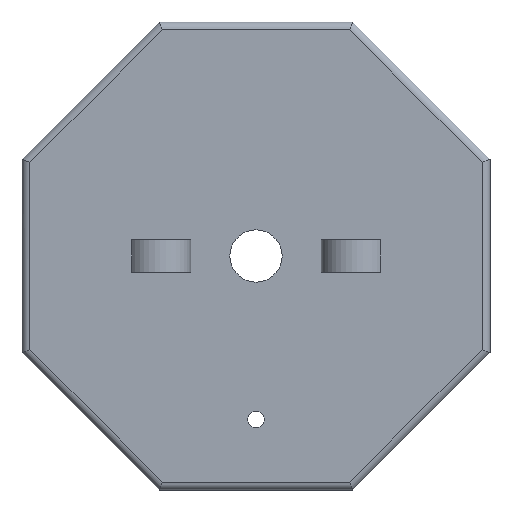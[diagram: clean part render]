
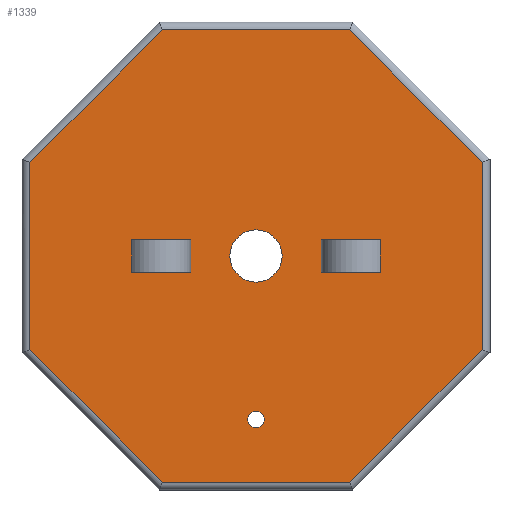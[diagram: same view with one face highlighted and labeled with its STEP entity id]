
A CAD part, front view. The second image highlights one B-rep face of the part: STEP entity #1339.
In plain terms, the highlighted planar face has unit normal (0, -1, 0).
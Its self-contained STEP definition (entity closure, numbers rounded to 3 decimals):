
#36=FACE_BOUND('',#217,.T.);
#37=FACE_BOUND('',#218,.T.);
#38=FACE_BOUND('',#219,.T.);
#39=FACE_BOUND('',#220,.T.);
#71=PLANE('',#1454);
#135=FACE_OUTER_BOUND('',#216,.T.);
#216=EDGE_LOOP('',(#1076,#1077,#1078,#1079,#1080,#1081,#1082,#1083));
#217=EDGE_LOOP('',(#1084));
#218=EDGE_LOOP('',(#1085));
#219=EDGE_LOOP('',(#1086,#1087,#1088,#1089));
#220=EDGE_LOOP('',(#1090,#1091,#1092,#1093));
#325=LINE('',#2010,#485);
#329=LINE('',#2019,#489);
#332=LINE('',#2026,#492);
#334=LINE('',#2034,#494);
#335=LINE('',#2040,#495);
#337=LINE('',#2048,#497);
#340=LINE('',#2056,#500);
#342=LINE('',#2062,#502);
#344=LINE('',#2068,#504);
#345=LINE('',#2072,#505);
#348=LINE('',#2080,#508);
#350=LINE('',#2084,#510);
#360=LINE('',#2105,#520);
#361=LINE('',#2106,#521);
#362=LINE('',#2108,#522);
#363=LINE('',#2109,#523);
#485=VECTOR('',#1618,10.);
#489=VECTOR('',#1624,10.);
#492=VECTOR('',#1631,10.);
#494=VECTOR('',#1639,10.);
#495=VECTOR('',#1644,10.);
#497=VECTOR('',#1652,10.);
#500=VECTOR('',#1659,10.);
#502=VECTOR('',#1665,10.);
#504=VECTOR('',#1671,10.);
#505=VECTOR('',#1676,10.);
#508=VECTOR('',#1683,10.);
#510=VECTOR('',#1689,10.);
#520=VECTOR('',#1709,10.);
#521=VECTOR('',#1710,10.);
#522=VECTOR('',#1711,10.);
#523=VECTOR('',#1712,10.);
#586=CIRCLE('',#1404,4.);
#588=CIRCLE('',#1425,1.25);
#598=VERTEX_POINT('',#1880);
#640=VERTEX_POINT('',#2000);
#643=VERTEX_POINT('',#2007);
#644=VERTEX_POINT('',#2009);
#647=VERTEX_POINT('',#2016);
#648=VERTEX_POINT('',#2018);
#650=VERTEX_POINT('',#2024);
#653=VERTEX_POINT('',#2032);
#655=VERTEX_POINT('',#2038);
#656=VERTEX_POINT('',#2039);
#659=VERTEX_POINT('',#2047);
#662=VERTEX_POINT('',#2055);
#664=VERTEX_POINT('',#2061);
#666=VERTEX_POINT('',#2067);
#667=VERTEX_POINT('',#2071);
#670=VERTEX_POINT('',#2079);
#676=VERTEX_POINT('',#2104);
#677=VERTEX_POINT('',#2107);
#719=EDGE_CURVE('',#598,#598,#586,.T.);
#777=EDGE_CURVE('',#640,#640,#588,.T.);
#781=EDGE_CURVE('',#644,#643,#325,.T.);
#785=EDGE_CURVE('',#648,#647,#329,.T.);
#789=EDGE_CURVE('',#643,#650,#332,.T.);
#793=EDGE_CURVE('',#647,#653,#334,.T.);
#795=EDGE_CURVE('',#655,#656,#335,.T.);
#799=EDGE_CURVE('',#656,#659,#337,.T.);
#803=EDGE_CURVE('',#659,#662,#340,.T.);
#806=EDGE_CURVE('',#662,#664,#342,.T.);
#809=EDGE_CURVE('',#664,#666,#344,.T.);
#811=EDGE_CURVE('',#667,#655,#345,.T.);
#815=EDGE_CURVE('',#666,#670,#348,.T.);
#818=EDGE_CURVE('',#670,#667,#350,.T.);
#828=EDGE_CURVE('',#650,#676,#360,.T.);
#829=EDGE_CURVE('',#676,#644,#361,.T.);
#830=EDGE_CURVE('',#653,#677,#362,.T.);
#831=EDGE_CURVE('',#677,#648,#363,.T.);
#1076=ORIENTED_EDGE('',*,*,#795,.F.);
#1077=ORIENTED_EDGE('',*,*,#811,.F.);
#1078=ORIENTED_EDGE('',*,*,#818,.F.);
#1079=ORIENTED_EDGE('',*,*,#815,.F.);
#1080=ORIENTED_EDGE('',*,*,#809,.F.);
#1081=ORIENTED_EDGE('',*,*,#806,.F.);
#1082=ORIENTED_EDGE('',*,*,#803,.F.);
#1083=ORIENTED_EDGE('',*,*,#799,.F.);
#1084=ORIENTED_EDGE('',*,*,#719,.T.);
#1085=ORIENTED_EDGE('',*,*,#777,.T.);
#1086=ORIENTED_EDGE('',*,*,#828,.T.);
#1087=ORIENTED_EDGE('',*,*,#829,.T.);
#1088=ORIENTED_EDGE('',*,*,#781,.T.);
#1089=ORIENTED_EDGE('',*,*,#789,.T.);
#1090=ORIENTED_EDGE('',*,*,#793,.T.);
#1091=ORIENTED_EDGE('',*,*,#830,.T.);
#1092=ORIENTED_EDGE('',*,*,#831,.T.);
#1093=ORIENTED_EDGE('',*,*,#785,.T.);
#1339=ADVANCED_FACE('',(#135,#36,#37,#38,#39),#71,.F.);
#1404=AXIS2_PLACEMENT_3D('',#1882,#1513,#1514);
#1425=AXIS2_PLACEMENT_3D('',#2001,#1611,#1612);
#1454=AXIS2_PLACEMENT_3D('',#2103,#1707,#1708);
#1513=DIRECTION('center_axis',(0.,1.,0.));
#1514=DIRECTION('ref_axis',(1.,0.,0.));
#1611=DIRECTION('center_axis',(0.,1.,0.));
#1612=DIRECTION('ref_axis',(1.,0.,0.));
#1618=DIRECTION('',(0.,0.,-1.));
#1624=DIRECTION('',(0.,0.,1.));
#1631=DIRECTION('',(-1.,0.,0.));
#1639=DIRECTION('',(1.,0.,0.));
#1644=DIRECTION('',(0.707,0.,0.707));
#1652=DIRECTION('',(1.,0.,0.));
#1659=DIRECTION('',(0.707,0.,-0.707));
#1665=DIRECTION('',(0.,0.,-1.));
#1671=DIRECTION('',(-0.707,0.,-0.707));
#1676=DIRECTION('',(0.,0.,1.));
#1683=DIRECTION('',(-1.,0.,0.));
#1689=DIRECTION('',(-0.707,0.,0.707));
#1707=DIRECTION('center_axis',(0.,1.,0.));
#1708=DIRECTION('ref_axis',(0.,0.,1.));
#1709=DIRECTION('',(0.,0.,1.));
#1710=DIRECTION('',(1.,0.,0.));
#1711=DIRECTION('',(0.,0.,-1.));
#1712=DIRECTION('',(-1.,0.,0.));
#1880=CARTESIAN_POINT('',(-4.,0.,0.));
#1882=CARTESIAN_POINT('Origin',(0.,0.,0.));
#2000=CARTESIAN_POINT('',(-1.25,0.,-25.));
#2001=CARTESIAN_POINT('Origin',(0.,0.,-25.));
#2007=CARTESIAN_POINT('',(19.,0.,-2.5));
#2009=CARTESIAN_POINT('',(19.,0.,2.5));
#2010=CARTESIAN_POINT('',(19.,0.,2.5));
#2016=CARTESIAN_POINT('',(-19.,0.,2.5));
#2018=CARTESIAN_POINT('',(-19.,0.,-2.5));
#2019=CARTESIAN_POINT('',(-19.,0.,-2.5));
#2024=CARTESIAN_POINT('',(10.,0.,-2.5));
#2026=CARTESIAN_POINT('',(5.,0.,-2.5));
#2032=CARTESIAN_POINT('',(-10.,0.,2.5));
#2034=CARTESIAN_POINT('',(-5.,0.,2.5));
#2038=CARTESIAN_POINT('',(-34.592,0.,14.328));
#2039=CARTESIAN_POINT('',(-14.328,0.,34.592));
#2040=CARTESIAN_POINT('',(-29.702,0.,19.219));
#2047=CARTESIAN_POINT('',(14.328,0.,34.592));
#2048=CARTESIAN_POINT('',(-7.413,0.,34.592));
#2055=CARTESIAN_POINT('',(34.592,0.,14.328));
#2056=CARTESIAN_POINT('',(19.219,0.,29.702));
#2061=CARTESIAN_POINT('',(34.592,0.,-14.328));
#2062=CARTESIAN_POINT('',(34.592,0.,7.413));
#2067=CARTESIAN_POINT('',(14.328,0.,-34.592));
#2068=CARTESIAN_POINT('',(29.702,0.,-19.219));
#2071=CARTESIAN_POINT('',(-34.592,0.,-14.328));
#2072=CARTESIAN_POINT('',(-34.592,0.,-7.413));
#2079=CARTESIAN_POINT('',(-14.328,0.,-34.592));
#2080=CARTESIAN_POINT('',(7.413,0.,-34.592));
#2084=CARTESIAN_POINT('',(-19.219,0.,-29.702));
#2103=CARTESIAN_POINT('Origin',(0.,0.,0.));
#2104=CARTESIAN_POINT('',(10.,0.,2.5));
#2105=CARTESIAN_POINT('',(10.,0.,1.25));
#2106=CARTESIAN_POINT('',(10.,0.,2.5));
#2107=CARTESIAN_POINT('',(-10.,0.,-2.5));
#2108=CARTESIAN_POINT('',(-10.,0.,-1.25));
#2109=CARTESIAN_POINT('',(-10.,0.,-2.5));
